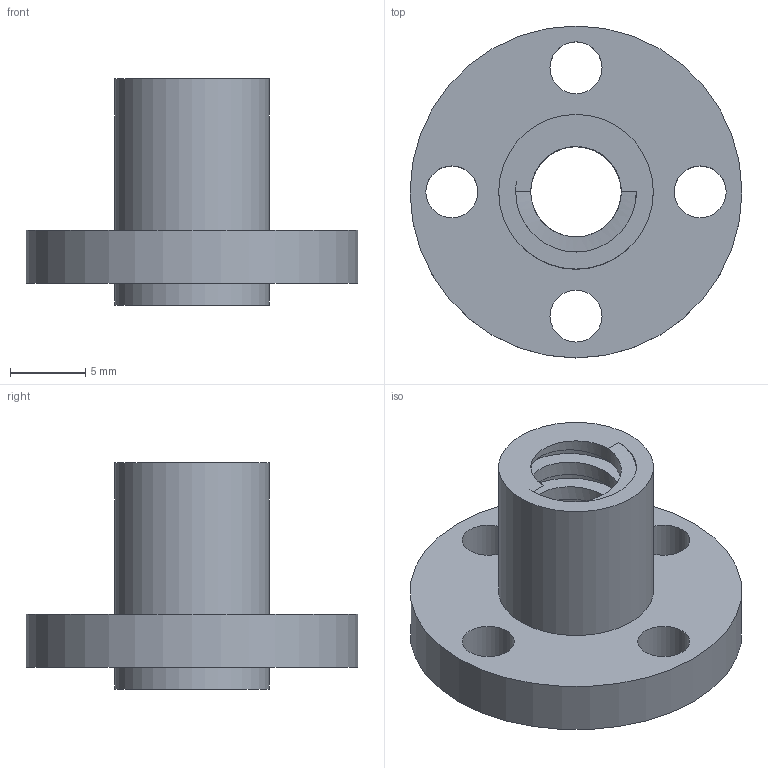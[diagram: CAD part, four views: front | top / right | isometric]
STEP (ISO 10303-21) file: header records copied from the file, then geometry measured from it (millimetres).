
FILE_DESCRIPTION(('FreeCAD Model'),'2;1');
FILE_NAME('8mm flanged lead screw nut with 2mm thread.stp','2015-03-20T00:42:26',('FreeCAD'),('FreeCAD'), 'Open CASCADE STEP processor 6.6','FreeCAD','Unknown');
FILE_SCHEMA(('AUTOMOTIVE_DESIGN_CC2 { 1 2 10303 214 -1 1 5 4 }'));
Length unit declared in the file: metre
Products named in the file (1): 8mm_flanged_lead_screw_nut_with_2mm_thread
Bounding box: 22 x 22 x 15 mm (x, y, z)
Volume: 1559.5 mm3; surface area: 2032 mm2
Topology: 1 solids, 1 shells, 22 faces, 54 edges, 36 vertices
Faces by surface type: cylinder 15, plane 4, bspline 3
Full cylindrical faces by diameter (mm): 3.45 x4, 8 x8, 10.25 x2, 22 x1
Entity records: 20869 total; most frequent: CARTESIAN_POINT 19878, DIRECTION 136, ORIENTED_EDGE 108, PCURVE 108, DEFINITIONAL_REPRESENTATION 108, B_SPLINE_CURVE_WITH_KNOTS 70, LINE 60, VECTOR 60
